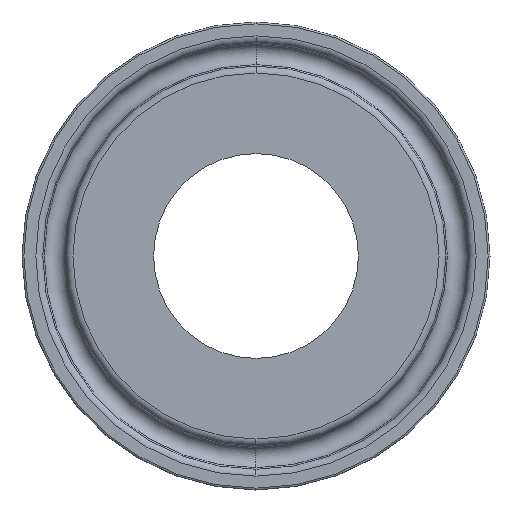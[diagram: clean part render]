
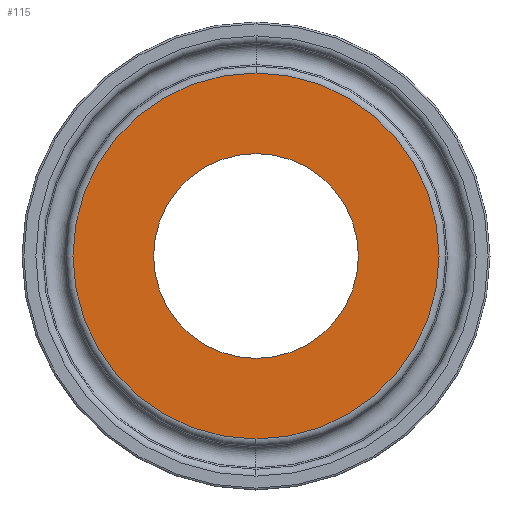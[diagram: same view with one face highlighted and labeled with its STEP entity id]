
A CAD part, left-side view. The second image highlights one B-rep face of the part: STEP entity #115.
In plain terms, the highlighted planar face has unit normal (-1, 0, 0).
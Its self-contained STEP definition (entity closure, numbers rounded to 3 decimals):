
#33 = EDGE_CURVE ( 'NONE', #640, #627, #444, .T. ) ;
#68 = FACE_OUTER_BOUND ( 'NONE', #424, .T. ) ;
#71 = PLANE ( 'NONE',  #417 ) ;
#79 = AXIS2_PLACEMENT_3D ( 'NONE', #398, #691, #520 ) ;
#80 = DIRECTION ( 'NONE',  ( 0., 0., 1. ) ) ;
#111 = AXIS2_PLACEMENT_3D ( 'NONE', #504, #308, #152 ) ;
#115 = ADVANCED_FACE ( 'NONE', ( #235, #68 ), #71, .F. ) ;
#137 = CARTESIAN_POINT ( 'NONE',  ( 0., 0., -11.05 ) ) ;
#152 = DIRECTION ( 'NONE',  ( 0., 0., 1. ) ) ;
#168 = ORIENTED_EDGE ( 'NONE', *, *, #428, .F. ) ;
#179 = VERTEX_POINT ( 'NONE', #648 ) ;
#235 = FACE_BOUND ( 'NONE', #247, .T. ) ;
#247 = EDGE_LOOP ( 'NONE', ( #168, #252 ) ) ;
#252 = ORIENTED_EDGE ( 'NONE', *, *, #286, .F. ) ;
#286 = EDGE_CURVE ( 'NONE', #334, #179, #480, .T. ) ;
#308 = DIRECTION ( 'NONE',  ( -1., 0., 0. ) ) ;
#334 = VERTEX_POINT ( 'NONE', #137 ) ;
#349 = AXIS2_PLACEMENT_3D ( 'NONE', #561, #501, #690 ) ;
#398 = CARTESIAN_POINT ( 'NONE',  ( 0., 0., 0. ) ) ;
#417 = AXIS2_PLACEMENT_3D ( 'NONE', #593, #704, #645 ) ;
#424 = EDGE_LOOP ( 'NONE', ( #563, #708 ) ) ;
#428 = EDGE_CURVE ( 'NONE', #179, #334, #698, .T. ) ;
#444 = CIRCLE ( 'NONE', #349, 19.747 ) ;
#480 = CIRCLE ( 'NONE', #642, 11.05 ) ;
#489 = CARTESIAN_POINT ( 'NONE',  ( 0., 0., 0. ) ) ;
#501 = DIRECTION ( 'NONE',  ( -1., 0., 0. ) ) ;
#504 = CARTESIAN_POINT ( 'NONE',  ( 0., 0., 0. ) ) ;
#520 = DIRECTION ( 'NONE',  ( 0., 0., 1. ) ) ;
#543 = DIRECTION ( 'NONE',  ( -1., 0., 0. ) ) ;
#561 = CARTESIAN_POINT ( 'NONE',  ( 0., 0., 0. ) ) ;
#563 = ORIENTED_EDGE ( 'NONE', *, *, #594, .T. ) ;
#571 = CARTESIAN_POINT ( 'NONE',  ( 0., 0., 19.747 ) ) ;
#593 = CARTESIAN_POINT ( 'NONE',  ( 0., 19.747, 0. ) ) ;
#594 = EDGE_CURVE ( 'NONE', #627, #640, #731, .T. ) ;
#627 = VERTEX_POINT ( 'NONE', #571 ) ;
#640 = VERTEX_POINT ( 'NONE', #685 ) ;
#642 = AXIS2_PLACEMENT_3D ( 'NONE', #489, #543, #80 ) ;
#645 = DIRECTION ( 'NONE',  ( 0., 0., -1. ) ) ;
#648 = CARTESIAN_POINT ( 'NONE',  ( 0., 0., 11.05 ) ) ;
#685 = CARTESIAN_POINT ( 'NONE',  ( 0., 0., -19.747 ) ) ;
#690 = DIRECTION ( 'NONE',  ( 0., 0., 1. ) ) ;
#691 = DIRECTION ( 'NONE',  ( -1., 0., 0. ) ) ;
#698 = CIRCLE ( 'NONE', #111, 11.05 ) ;
#704 = DIRECTION ( 'NONE',  ( 1., 0., 0. ) ) ;
#708 = ORIENTED_EDGE ( 'NONE', *, *, #33, .T. ) ;
#731 = CIRCLE ( 'NONE', #79, 19.747 ) ;
